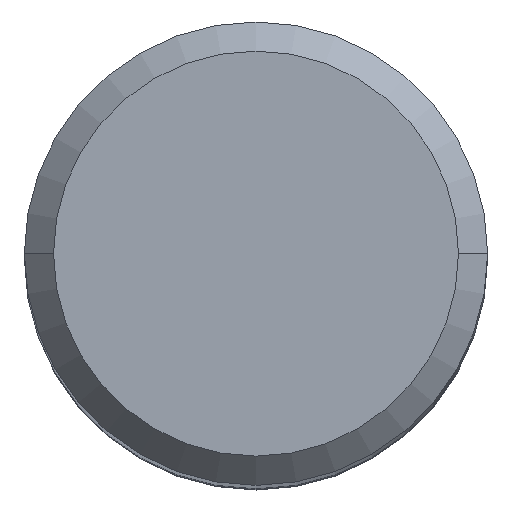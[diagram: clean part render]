
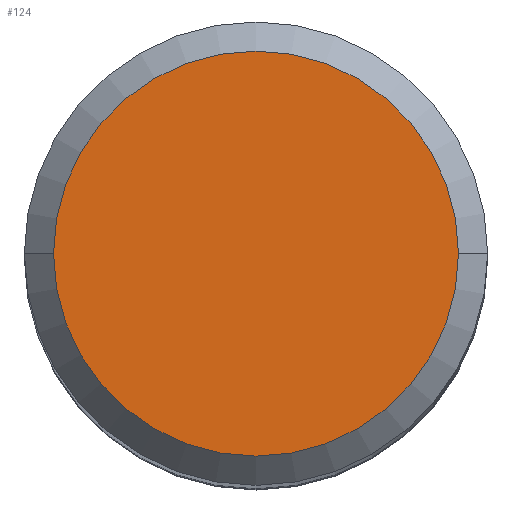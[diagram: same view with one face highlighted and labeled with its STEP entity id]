
A CAD part, top view. The second image highlights one B-rep face of the part: STEP entity #124.
In plain terms, the highlighted planar face has unit normal (0, 0, 1).
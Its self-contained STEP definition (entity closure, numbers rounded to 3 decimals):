
#38=PLANE('',#978);
#124=ADVANCED_FACE('',(#190),#38,.F.);
#190=FACE_OUTER_BOUND('',#240,.T.);
#240=EDGE_LOOP('',(#420,#421,#422,#423));
#420=ORIENTED_EDGE('',*,*,#628,.T.);
#421=ORIENTED_EDGE('',*,*,#629,.T.);
#422=ORIENTED_EDGE('',*,*,#630,.T.);
#423=ORIENTED_EDGE('',*,*,#631,.T.);
#525=VERTEX_POINT('',#2130);
#526=VERTEX_POINT('',#2131);
#527=VERTEX_POINT('',#2133);
#528=VERTEX_POINT('',#2135);
#628=EDGE_CURVE('',#525,#526,#746,.T.);
#629=EDGE_CURVE('',#526,#527,#747,.T.);
#630=EDGE_CURVE('',#527,#528,#748,.T.);
#631=EDGE_CURVE('',#528,#525,#749,.T.);
#746=CIRCLE('',#974,8.325);
#747=CIRCLE('',#975,8.325);
#748=CIRCLE('',#976,8.325);
#749=CIRCLE('',#977,8.325);
#974=AXIS2_PLACEMENT_3D('',#2129,#1173,#1174);
#975=AXIS2_PLACEMENT_3D('',#2132,#1175,#1176);
#976=AXIS2_PLACEMENT_3D('',#2134,#1177,#1178);
#977=AXIS2_PLACEMENT_3D('',#2136,#1179,#1180);
#978=AXIS2_PLACEMENT_3D('',#2137,#1181,#1182);
#1173=DIRECTION('',(0.,0.,1.));
#1174=DIRECTION('',(0.,1.,0.));
#1175=DIRECTION('',(0.,0.,1.));
#1176=DIRECTION('',(-1.,0.,0.));
#1177=DIRECTION('',(0.,0.,1.));
#1178=DIRECTION('',(0.,-1.,0.));
#1179=DIRECTION('',(0.,0.,1.));
#1180=DIRECTION('',(1.,0.,0.));
#1181=DIRECTION('',(0.,0.,-1.));
#1182=DIRECTION('',(-1.,0.,0.));
#2129=CARTESIAN_POINT('',(0.,0.,38.04));
#2130=CARTESIAN_POINT('',(0.,8.325,38.04));
#2131=CARTESIAN_POINT('',(-8.325,0.,38.04));
#2132=CARTESIAN_POINT('',(0.,0.,38.04));
#2133=CARTESIAN_POINT('',(0.,-8.325,38.04));
#2134=CARTESIAN_POINT('',(0.,0.,38.04));
#2135=CARTESIAN_POINT('',(8.325,0.,38.04));
#2136=CARTESIAN_POINT('',(0.,0.,38.04));
#2137=CARTESIAN_POINT('',(0.,0.,38.04));
